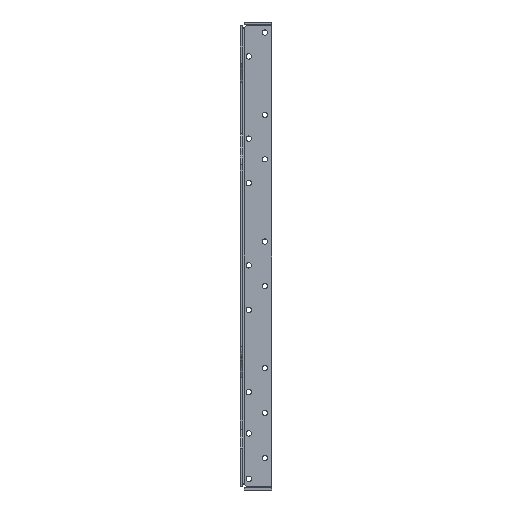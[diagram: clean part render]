
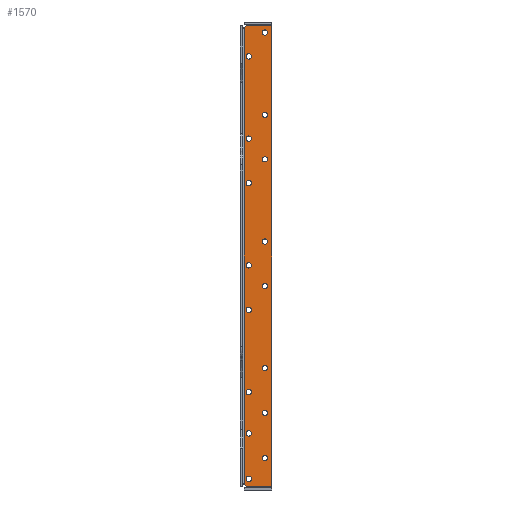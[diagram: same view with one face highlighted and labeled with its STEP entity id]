
A CAD part, front view. The second image highlights one B-rep face of the part: STEP entity #1570.
In plain terms, the highlighted planar face has unit normal (0, -1, 0).
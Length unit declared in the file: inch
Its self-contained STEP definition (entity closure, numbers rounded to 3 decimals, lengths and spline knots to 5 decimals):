
#73=FACE_BOUND('',#315,.T.);
#74=FACE_BOUND('',#316,.T.);
#75=FACE_BOUND('',#317,.T.);
#76=FACE_BOUND('',#318,.T.);
#77=FACE_BOUND('',#319,.T.);
#78=FACE_BOUND('',#320,.T.);
#79=FACE_BOUND('',#321,.T.);
#80=FACE_BOUND('',#322,.T.);
#81=FACE_BOUND('',#323,.T.);
#82=FACE_BOUND('',#324,.T.);
#83=FACE_BOUND('',#325,.T.);
#84=FACE_BOUND('',#326,.T.);
#85=FACE_BOUND('',#327,.T.);
#86=FACE_BOUND('',#328,.T.);
#87=FACE_BOUND('',#329,.T.);
#88=FACE_BOUND('',#330,.T.);
#112=PLANE('',#1738);
#190=FACE_OUTER_BOUND('',#314,.T.);
#314=EDGE_LOOP('',(#1421,#1422,#1423,#1424,#1425,#1426));
#315=EDGE_LOOP('',(#1427));
#316=EDGE_LOOP('',(#1428));
#317=EDGE_LOOP('',(#1429));
#318=EDGE_LOOP('',(#1430));
#319=EDGE_LOOP('',(#1431));
#320=EDGE_LOOP('',(#1432));
#321=EDGE_LOOP('',(#1433));
#322=EDGE_LOOP('',(#1434));
#323=EDGE_LOOP('',(#1435));
#324=EDGE_LOOP('',(#1436));
#325=EDGE_LOOP('',(#1437));
#326=EDGE_LOOP('',(#1438));
#327=EDGE_LOOP('',(#1439));
#328=EDGE_LOOP('',(#1440));
#329=EDGE_LOOP('',(#1441));
#330=EDGE_LOOP('',(#1442));
#406=LINE('',#2519,#522);
#422=LINE('',#2596,#538);
#441=LINE('',#2757,#557);
#446=LINE('',#2772,#562);
#522=VECTOR('',#2084,0.3937);
#538=VECTOR('',#2120,0.3937);
#557=VECTOR('',#2159,0.3937);
#562=VECTOR('',#2182,0.3937);
#616=CIRCLE('',#1660,0.09646);
#618=CIRCLE('',#1663,0.09646);
#620=CIRCLE('',#1666,0.09646);
#622=CIRCLE('',#1669,0.09646);
#624=CIRCLE('',#1672,0.09646);
#626=CIRCLE('',#1675,0.09646);
#628=CIRCLE('',#1678,0.09646);
#630=CIRCLE('',#1681,0.09646);
#632=CIRCLE('',#1684,0.09646);
#634=CIRCLE('',#1687,0.09646);
#636=CIRCLE('',#1690,0.09646);
#638=CIRCLE('',#1693,0.09646);
#640=CIRCLE('',#1696,0.09646);
#642=CIRCLE('',#1699,0.09646);
#644=CIRCLE('',#1702,0.09646);
#646=CIRCLE('',#1705,0.09646);
#652=CIRCLE('',#1732,0.16);
#654=CIRCLE('',#1737,0.16);
#724=VERTEX_POINT('',#2358);
#729=VERTEX_POINT('',#2370);
#736=VERTEX_POINT('',#2416);
#738=VERTEX_POINT('',#2422);
#740=VERTEX_POINT('',#2428);
#742=VERTEX_POINT('',#2434);
#744=VERTEX_POINT('',#2440);
#746=VERTEX_POINT('',#2446);
#748=VERTEX_POINT('',#2452);
#750=VERTEX_POINT('',#2458);
#752=VERTEX_POINT('',#2464);
#754=VERTEX_POINT('',#2470);
#756=VERTEX_POINT('',#2476);
#758=VERTEX_POINT('',#2482);
#760=VERTEX_POINT('',#2488);
#762=VERTEX_POINT('',#2494);
#764=VERTEX_POINT('',#2500);
#766=VERTEX_POINT('',#2506);
#768=VERTEX_POINT('',#2512);
#778=VERTEX_POINT('',#2588);
#779=VERTEX_POINT('',#2595);
#791=VERTEX_POINT('',#2737);
#907=EDGE_CURVE('',#736,#736,#616,.T.);
#910=EDGE_CURVE('',#738,#738,#618,.T.);
#913=EDGE_CURVE('',#740,#740,#620,.T.);
#916=EDGE_CURVE('',#742,#742,#622,.T.);
#919=EDGE_CURVE('',#744,#744,#624,.T.);
#922=EDGE_CURVE('',#746,#746,#626,.T.);
#925=EDGE_CURVE('',#748,#748,#628,.T.);
#928=EDGE_CURVE('',#750,#750,#630,.T.);
#931=EDGE_CURVE('',#752,#752,#632,.T.);
#934=EDGE_CURVE('',#754,#754,#634,.T.);
#937=EDGE_CURVE('',#756,#756,#636,.T.);
#940=EDGE_CURVE('',#758,#758,#638,.T.);
#943=EDGE_CURVE('',#760,#760,#640,.T.);
#946=EDGE_CURVE('',#762,#762,#642,.T.);
#949=EDGE_CURVE('',#764,#764,#644,.T.);
#952=EDGE_CURVE('',#766,#766,#646,.T.);
#955=EDGE_CURVE('',#724,#768,#406,.T.);
#975=EDGE_CURVE('',#779,#778,#422,.T.);
#1001=EDGE_CURVE('',#791,#729,#441,.T.);
#1006=EDGE_CURVE('',#768,#779,#652,.T.);
#1009=EDGE_CURVE('',#724,#729,#446,.T.);
#1010=EDGE_CURVE('',#778,#791,#654,.T.);
#1421=ORIENTED_EDGE('',*,*,#955,.T.);
#1422=ORIENTED_EDGE('',*,*,#1006,.T.);
#1423=ORIENTED_EDGE('',*,*,#975,.T.);
#1424=ORIENTED_EDGE('',*,*,#1010,.T.);
#1425=ORIENTED_EDGE('',*,*,#1001,.T.);
#1426=ORIENTED_EDGE('',*,*,#1009,.F.);
#1427=ORIENTED_EDGE('',*,*,#907,.T.);
#1428=ORIENTED_EDGE('',*,*,#910,.T.);
#1429=ORIENTED_EDGE('',*,*,#913,.T.);
#1430=ORIENTED_EDGE('',*,*,#916,.T.);
#1431=ORIENTED_EDGE('',*,*,#919,.T.);
#1432=ORIENTED_EDGE('',*,*,#922,.T.);
#1433=ORIENTED_EDGE('',*,*,#925,.T.);
#1434=ORIENTED_EDGE('',*,*,#928,.T.);
#1435=ORIENTED_EDGE('',*,*,#931,.T.);
#1436=ORIENTED_EDGE('',*,*,#934,.T.);
#1437=ORIENTED_EDGE('',*,*,#937,.T.);
#1438=ORIENTED_EDGE('',*,*,#940,.T.);
#1439=ORIENTED_EDGE('',*,*,#943,.T.);
#1440=ORIENTED_EDGE('',*,*,#946,.T.);
#1441=ORIENTED_EDGE('',*,*,#949,.T.);
#1442=ORIENTED_EDGE('',*,*,#952,.T.);
#1570=ADVANCED_FACE('',(#190,#73,#74,#75,#76,#77,#78,#79,#80,#81,#82,#83,
#84,#85,#86,#87,#88),#112,.F.);
#1660=AXIS2_PLACEMENT_3D('',#2418,#1974,#1975);
#1663=AXIS2_PLACEMENT_3D('',#2424,#1981,#1982);
#1666=AXIS2_PLACEMENT_3D('',#2430,#1988,#1989);
#1669=AXIS2_PLACEMENT_3D('',#2436,#1995,#1996);
#1672=AXIS2_PLACEMENT_3D('',#2442,#2002,#2003);
#1675=AXIS2_PLACEMENT_3D('',#2448,#2009,#2010);
#1678=AXIS2_PLACEMENT_3D('',#2454,#2016,#2017);
#1681=AXIS2_PLACEMENT_3D('',#2460,#2023,#2024);
#1684=AXIS2_PLACEMENT_3D('',#2466,#2030,#2031);
#1687=AXIS2_PLACEMENT_3D('',#2472,#2037,#2038);
#1690=AXIS2_PLACEMENT_3D('',#2478,#2044,#2045);
#1693=AXIS2_PLACEMENT_3D('',#2484,#2051,#2052);
#1696=AXIS2_PLACEMENT_3D('',#2490,#2058,#2059);
#1699=AXIS2_PLACEMENT_3D('',#2496,#2065,#2066);
#1702=AXIS2_PLACEMENT_3D('',#2502,#2072,#2073);
#1705=AXIS2_PLACEMENT_3D('',#2508,#2079,#2080);
#1732=AXIS2_PLACEMENT_3D('',#2767,#2173,#2174);
#1737=AXIS2_PLACEMENT_3D('',#2774,#2185,#2186);
#1738=AXIS2_PLACEMENT_3D('',#2775,#2187,#2188);
#1974=DIRECTION('center_axis',(0.,1.,0.));
#1975=DIRECTION('ref_axis',(0.,0.,1.));
#1981=DIRECTION('center_axis',(0.,1.,0.));
#1982=DIRECTION('ref_axis',(0.,0.,1.));
#1988=DIRECTION('center_axis',(0.,1.,0.));
#1989=DIRECTION('ref_axis',(0.,0.,1.));
#1995=DIRECTION('center_axis',(0.,1.,0.));
#1996=DIRECTION('ref_axis',(0.,0.,1.));
#2002=DIRECTION('center_axis',(0.,1.,0.));
#2003=DIRECTION('ref_axis',(0.,0.,1.));
#2009=DIRECTION('center_axis',(0.,1.,0.));
#2010=DIRECTION('ref_axis',(0.,0.,1.));
#2016=DIRECTION('center_axis',(0.,1.,0.));
#2017=DIRECTION('ref_axis',(0.,0.,1.));
#2023=DIRECTION('center_axis',(0.,1.,0.));
#2024=DIRECTION('ref_axis',(0.,0.,1.));
#2030=DIRECTION('center_axis',(0.,1.,0.));
#2031=DIRECTION('ref_axis',(0.,0.,1.));
#2037=DIRECTION('center_axis',(0.,1.,0.));
#2038=DIRECTION('ref_axis',(0.,0.,1.));
#2044=DIRECTION('center_axis',(0.,1.,0.));
#2045=DIRECTION('ref_axis',(0.,0.,1.));
#2051=DIRECTION('center_axis',(0.,1.,0.));
#2052=DIRECTION('ref_axis',(0.,0.,1.));
#2058=DIRECTION('center_axis',(0.,1.,0.));
#2059=DIRECTION('ref_axis',(0.,0.,1.));
#2065=DIRECTION('center_axis',(0.,1.,0.));
#2066=DIRECTION('ref_axis',(0.,0.,1.));
#2072=DIRECTION('center_axis',(0.,1.,0.));
#2073=DIRECTION('ref_axis',(0.,0.,1.));
#2079=DIRECTION('center_axis',(0.,1.,0.));
#2080=DIRECTION('ref_axis',(0.,0.,1.));
#2084=DIRECTION('',(-1.,0.,0.));
#2120=DIRECTION('',(0.,0.,-1.));
#2159=DIRECTION('',(1.,0.,0.));
#2173=DIRECTION('center_axis',(0.,1.,0.));
#2174=DIRECTION('ref_axis',(-1.,0.,0.));
#2182=DIRECTION('',(0.,0.,-1.));
#2185=DIRECTION('center_axis',(0.,1.,0.));
#2186=DIRECTION('ref_axis',(-1.,0.,0.));
#2187=DIRECTION('center_axis',(0.,1.,0.));
#2188=DIRECTION('ref_axis',(1.,0.,0.));
#2358=CARTESIAN_POINT('',(13.75,5.65217,-0.12576));
#2370=CARTESIAN_POINT('',(13.75,5.65217,-16.85576));
#2416=CARTESIAN_POINT('',(12.92,5.65217,-16.67222));
#2418=CARTESIAN_POINT('Origin',(12.92,5.65217,-16.57576));
#2422=CARTESIAN_POINT('',(13.51,5.65217,-14.27983));
#2424=CARTESIAN_POINT('Origin',(13.51,5.65217,-14.18338));
#2428=CARTESIAN_POINT('',(13.51,5.65217,-12.66222));
#2430=CARTESIAN_POINT('Origin',(13.51,5.65217,-12.56576));
#2434=CARTESIAN_POINT('',(13.51,5.65217,-9.67922));
#2436=CARTESIAN_POINT('Origin',(13.51,5.65217,-9.58276));
#2440=CARTESIAN_POINT('',(13.51,5.65217,-8.06222));
#2442=CARTESIAN_POINT('Origin',(13.51,5.65217,-7.96576));
#2446=CARTESIAN_POINT('',(13.51,5.65217,-5.07722));
#2448=CARTESIAN_POINT('Origin',(13.51,5.65217,-4.98076));
#2452=CARTESIAN_POINT('',(13.51,5.65217,-3.46222));
#2454=CARTESIAN_POINT('Origin',(13.51,5.65217,-3.36576));
#2458=CARTESIAN_POINT('',(12.92,5.65217,-1.34222));
#2460=CARTESIAN_POINT('Origin',(12.92,5.65217,-1.24576));
#2464=CARTESIAN_POINT('',(13.51,5.65217,-0.47722));
#2466=CARTESIAN_POINT('Origin',(13.51,5.65217,-0.38076));
#2470=CARTESIAN_POINT('',(12.92,5.65217,-4.32722));
#2472=CARTESIAN_POINT('Origin',(12.92,5.65217,-4.23076));
#2476=CARTESIAN_POINT('',(12.92,5.65217,-5.94222));
#2478=CARTESIAN_POINT('Origin',(12.92,5.65217,-5.84576));
#2482=CARTESIAN_POINT('',(12.92,5.65217,-8.92722));
#2484=CARTESIAN_POINT('Origin',(12.92,5.65217,-8.83076));
#2488=CARTESIAN_POINT('',(12.92,5.65217,-10.54222));
#2490=CARTESIAN_POINT('Origin',(12.92,5.65217,-10.44576));
#2494=CARTESIAN_POINT('',(12.92,5.65217,-13.52645));
#2496=CARTESIAN_POINT('Origin',(12.92,5.65217,-13.42999));
#2500=CARTESIAN_POINT('',(12.92,5.65217,-15.02722));
#2502=CARTESIAN_POINT('Origin',(12.92,5.65217,-14.93076));
#2506=CARTESIAN_POINT('',(13.51,5.65217,-15.92483));
#2508=CARTESIAN_POINT('Origin',(13.51,5.65217,-15.82838));
#2512=CARTESIAN_POINT('',(12.8275,5.65217,-0.12576));
#2519=CARTESIAN_POINT('',(13.43,5.65217,-0.12576));
#2588=CARTESIAN_POINT('',(12.75,5.65217,-16.77826));
#2595=CARTESIAN_POINT('',(12.75,5.65217,-0.20326));
#2596=CARTESIAN_POINT('',(12.75,5.65217,-4.17432));
#2737=CARTESIAN_POINT('',(12.8275,5.65217,-16.85576));
#2757=CARTESIAN_POINT('',(12.955,5.65217,-16.85576));
#2767=CARTESIAN_POINT('Origin',(12.68246,5.65217,-0.05822));
#2772=CARTESIAN_POINT('',(13.75,5.65217,0.00424));
#2774=CARTESIAN_POINT('Origin',(12.68246,5.65217,-16.92331));
#2775=CARTESIAN_POINT('Origin',(13.16,5.65217,-8.22288));
